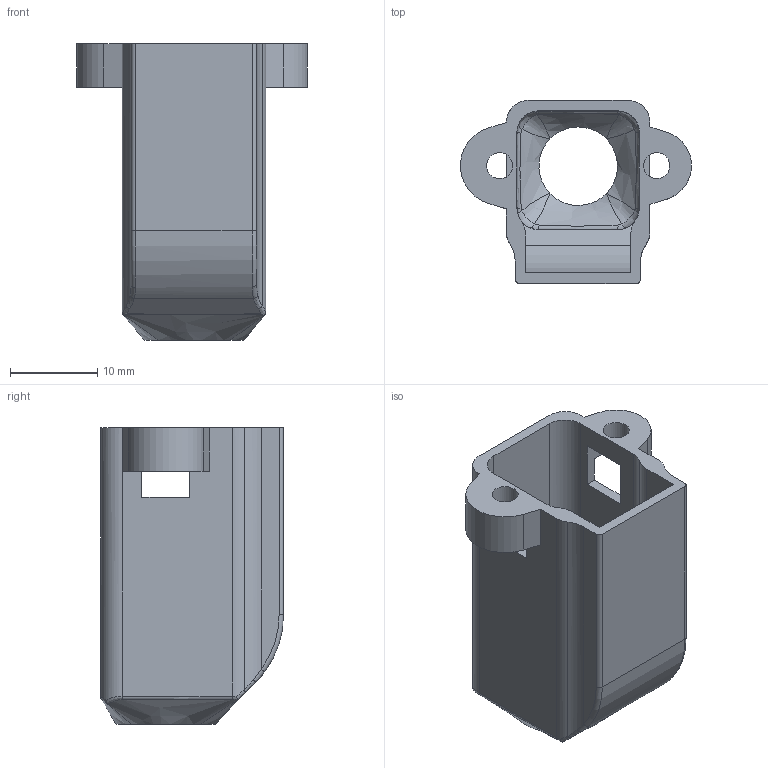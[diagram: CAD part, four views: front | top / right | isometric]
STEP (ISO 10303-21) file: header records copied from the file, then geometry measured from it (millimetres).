
FILE_DESCRIPTION(/* description */ (''),/* implementation_level */ '2;1');
FILE_NAME(/* name */ 'touch shroud B.step',/* time_stamp */ '2021-11-07T08:14:11+01:00',/* author */ (''),/* organization */ (''),/* preprocessor_version */ 'ST-DEVELOPER v18.1',/* originating_system */ 'Autodesk Translation Framework v10.10.0.1391',/* authorisation */ '');
FILE_SCHEMA (('AUTOMOTIVE_DESIGN { 1 0 10303 214 3 1 1 }'));
Length unit declared in the file: millimetre
Products named in the file (1): touch shroud B
Bounding box: 26.47 x 20.97 x 34 mm (x, y, z)
Volume: 3116.9 mm3; surface area: 4804.6 mm2
Topology: 1 solids, 1 shells, 105 faces, 286 edges, 173 vertices
Faces by surface type: bspline 48, plane 35, cylinder 20, torus 2
Full cylindrical faces by diameter (mm): 3 x2
Entity records: 4321 total; most frequent: CARTESIAN_POINT 1934, ORIENTED_EDGE 556, DIRECTION 381, EDGE_CURVE 278, VERTEX_POINT 173, AXIS2_PLACEMENT_3D 133, LINE 115, VECTOR 115
